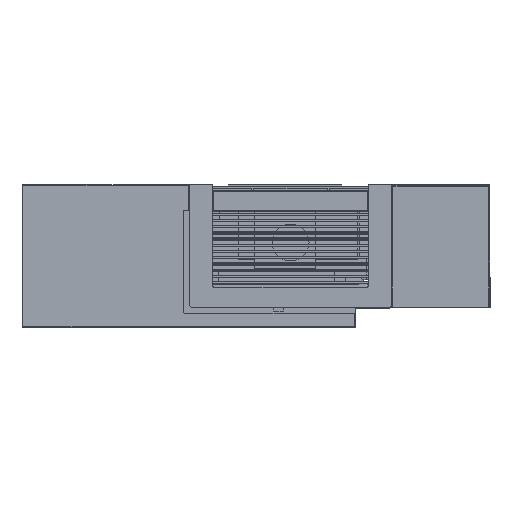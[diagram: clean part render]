
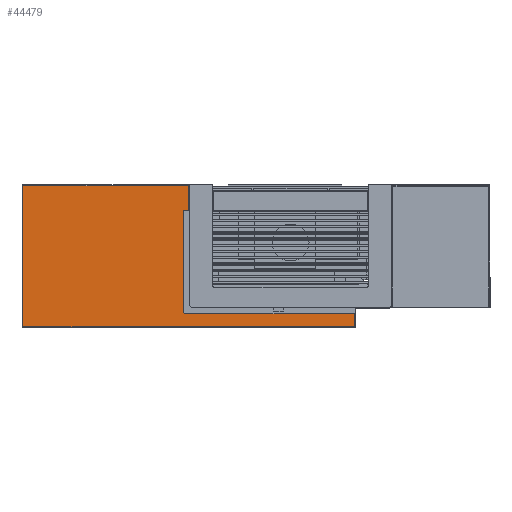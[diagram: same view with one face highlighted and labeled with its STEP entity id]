
A CAD part, top view. The second image highlights one B-rep face of the part: STEP entity #44479.
In plain terms, the highlighted planar face has unit normal (0, 0, 1).
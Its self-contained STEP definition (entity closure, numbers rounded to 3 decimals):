
#3152=CIRCLE('',#46745,3.);
#3153=CIRCLE('',#46746,3.);
#13324=ORIENTED_EDGE('',*,*,#18614,.F.);
#13325=ORIENTED_EDGE('',*,*,#18615,.F.);
#13326=ORIENTED_EDGE('',*,*,#18616,.F.);
#13327=ORIENTED_EDGE('',*,*,#18617,.F.);
#13328=ORIENTED_EDGE('',*,*,#18618,.F.);
#13329=ORIENTED_EDGE('',*,*,#18592,.T.);
#13330=ORIENTED_EDGE('',*,*,#18619,.F.);
#13331=ORIENTED_EDGE('',*,*,#18620,.F.);
#13332=ORIENTED_EDGE('',*,*,#18621,.F.);
#13333=ORIENTED_EDGE('',*,*,#18622,.F.);
#13334=ORIENTED_EDGE('',*,*,#18623,.F.);
#18592=EDGE_CURVE('',#22073,#22074,#24795,.T.);
#18614=EDGE_CURVE('',#22088,#22089,#24809,.T.);
#18615=EDGE_CURVE('',#22090,#22088,#24810,.T.);
#18616=EDGE_CURVE('',#22091,#22090,#24811,.T.);
#18617=EDGE_CURVE('',#22092,#22091,#3152,.T.);
#18618=EDGE_CURVE('',#22073,#22092,#24812,.T.);
#18619=EDGE_CURVE('',#22093,#22074,#24813,.F.);
#18620=EDGE_CURVE('',#22094,#22093,#24814,.F.);
#18621=EDGE_CURVE('',#22095,#22094,#24815,.F.);
#18622=EDGE_CURVE('',#22096,#22095,#24816,.F.);
#18623=EDGE_CURVE('',#22089,#22096,#3153,.T.);
#22073=VERTEX_POINT('',#84043);
#22074=VERTEX_POINT('',#84046);
#22088=VERTEX_POINT('',#84096);
#22089=VERTEX_POINT('',#84097);
#22090=VERTEX_POINT('',#84099);
#22091=VERTEX_POINT('',#84101);
#22092=VERTEX_POINT('',#84103);
#22093=VERTEX_POINT('',#84106);
#22094=VERTEX_POINT('',#84108);
#22095=VERTEX_POINT('',#84110);
#22096=VERTEX_POINT('',#84112);
#24795=LINE('',#84047,#27531);
#24809=LINE('',#84095,#27545);
#24810=LINE('',#84098,#27546);
#24811=LINE('',#84100,#27547);
#24812=LINE('',#84104,#27548);
#24813=LINE('',#84105,#27549);
#24814=LINE('',#84107,#27550);
#24815=LINE('',#84109,#27551);
#24816=LINE('',#84111,#27552);
#27531=VECTOR('',#53724,1000.);
#27545=VECTOR('',#53768,1000.);
#27546=VECTOR('',#53769,1000.);
#27547=VECTOR('',#53770,1000.);
#27548=VECTOR('',#53773,1000.);
#27549=VECTOR('',#53774,1000.);
#27550=VECTOR('',#53775,1000.);
#27551=VECTOR('',#53776,1000.);
#27552=VECTOR('',#53777,1000.);
#29873=EDGE_LOOP('',(#13324,#13325,#13326,#13327,#13328,#13329,#13330,#13331,
#13332,#13333,#13334));
#32176=FACE_BOUND('',#29873,.T.);
#33768=PLANE('',#46744);
#44479=ADVANCED_FACE('',(#32176),#33768,.F.);
#46744=AXIS2_PLACEMENT_3D('',#84094,#53766,#53767);
#46745=AXIS2_PLACEMENT_3D('',#84102,#53771,#53772);
#46746=AXIS2_PLACEMENT_3D('',#84113,#53778,#53779);
#53724=DIRECTION('',(0.,1.,0.));
#53766=DIRECTION('',(0.,0.,-1.));
#53767=DIRECTION('',(1.,0.,0.));
#53768=DIRECTION('',(1.,0.,0.));
#53769=DIRECTION('',(0.707,-0.707,0.));
#53770=DIRECTION('',(0.,-1.,0.));
#53771=DIRECTION('',(0.,0.,1.));
#53772=DIRECTION('',(1.,0.,0.));
#53773=DIRECTION('',(-1.,0.,0.));
#53774=DIRECTION('',(-1.,0.,0.));
#53775=DIRECTION('',(0.,-1.,0.));
#53776=DIRECTION('',(1.,0.,0.));
#53777=DIRECTION('',(0.,1.,0.));
#53778=DIRECTION('',(0.,0.,1.));
#53779=DIRECTION('',(-1.,0.,0.));
#84043=CARTESIAN_POINT('',(-415.5,-104.,502.));
#84046=CARTESIAN_POINT('',(-415.5,-4.,502.));
#84047=CARTESIAN_POINT('',(-415.5,-505.5,502.));
#84094=CARTESIAN_POINT('',(-1087.5,-3.5,502.));
#84095=CARTESIAN_POINT('',(-430.,-523.,502.));
#84096=CARTESIAN_POINT('',(-430.,-523.,502.));
#84097=CARTESIAN_POINT('',(259.,-523.,502.));
#84098=CARTESIAN_POINT('',(-433.,-520.,502.));
#84099=CARTESIAN_POINT('',(-433.,-520.,502.));
#84100=CARTESIAN_POINT('',(-433.,-107.,502.));
#84101=CARTESIAN_POINT('',(-433.,-107.,502.));
#84102=CARTESIAN_POINT('',(-430.,-107.,502.));
#84103=CARTESIAN_POINT('',(-430.,-104.,502.));
#84104=CARTESIAN_POINT('',(-321.,-104.,502.));
#84105=CARTESIAN_POINT('',(-415.5,-4.,502.));
#84106=CARTESIAN_POINT('',(-1087.,-4.,502.));
#84107=CARTESIAN_POINT('',(-1087.,-3.5,502.));
#84108=CARTESIAN_POINT('',(-1087.,-577.,502.));
#84109=CARTESIAN_POINT('',(-1087.5,-577.,502.));
#84110=CARTESIAN_POINT('',(261.,-577.,502.));
#84111=CARTESIAN_POINT('',(261.,-577.5,502.));
#84112=CARTESIAN_POINT('',(261.,-522.236,502.));
#84113=CARTESIAN_POINT('',(259.,-520.,502.));
